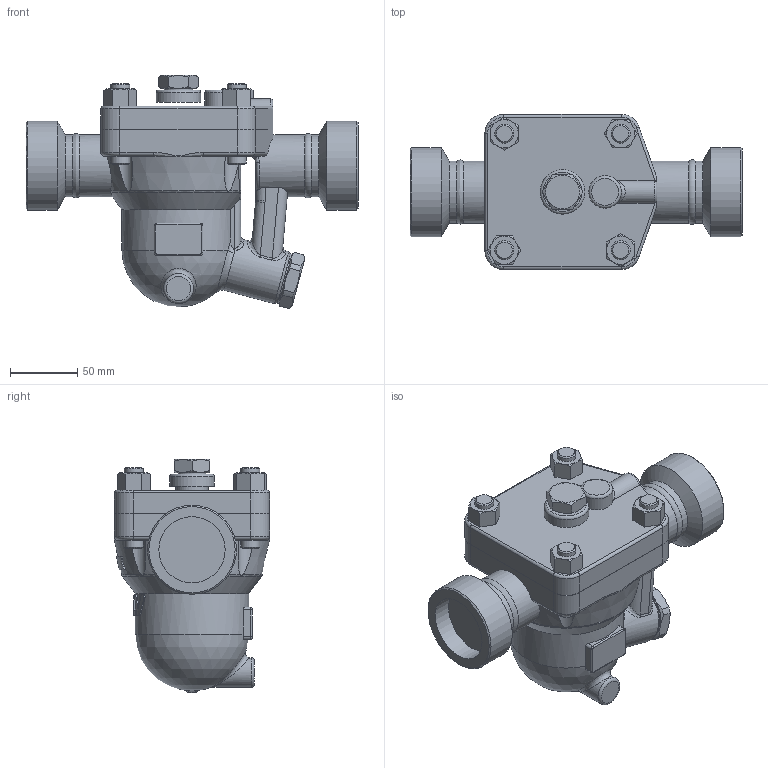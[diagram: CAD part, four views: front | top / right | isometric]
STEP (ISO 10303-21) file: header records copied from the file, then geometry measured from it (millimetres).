
FILE_DESCRIPTION((''),'2;1');
FILE_NAME('j5slp-040-sw000-00.stp','2010-08-23T09:15:23',('nakaot'),(''),'Autodesk Inventor 2008','Autodesk Inventor 2008','');
FILE_SCHEMA(('AUTOMOTIVE_DESIGN { 1 0 10303 214 1 1 1 1 }'));
Length unit declared in the file: millimetre
Products named in the file (1): j5slp-040-sw000-00
Bounding box: 246 x 115 x 173.12 mm (x, y, z)
Volume: 1562011.7 mm3; surface area: 143318.1 mm2
Topology: 2 solids, 3 shells, 332 faces, 799 edges, 499 vertices
Faces by surface type: plane 115, cylinder 83, bspline 67, cone 49, torus 17, sphere 1
Full cylindrical faces by diameter (mm): 14 x12, 21 x1, 22 x1, 24 x1, 33 x1, 38 x1, 40 x1, 46 x3, 49.1 x1, 66 x1, 80 x1
Entity records: 19960 total; most frequent: CARTESIAN_POINT 13014, ORIENTED_EDGE 1464, DIRECTION 1322, EDGE_CURVE 732, AXIS2_PLACEMENT_3D 551, VERTEX_POINT 486, EDGE_LOOP 422, FACE_OUTER_BOUND 330
